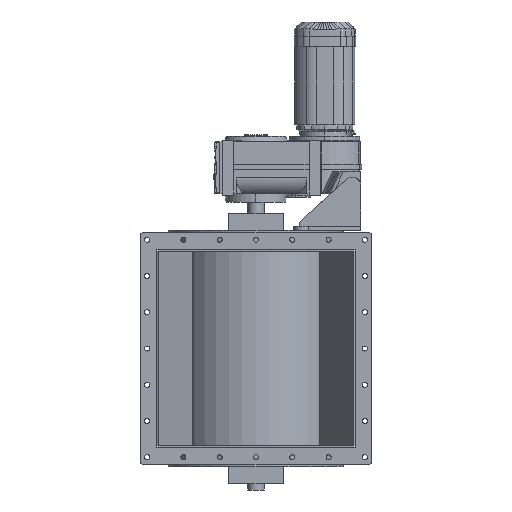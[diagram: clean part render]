
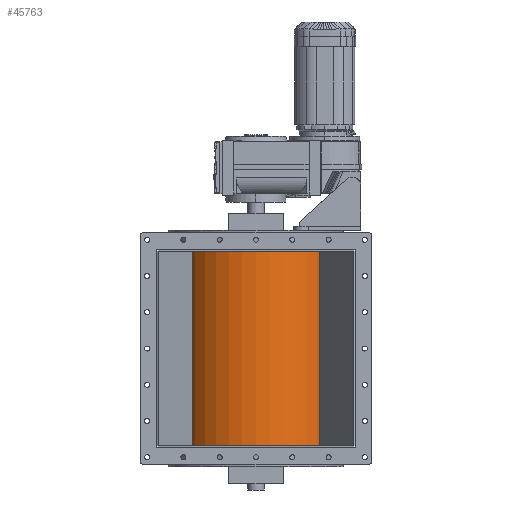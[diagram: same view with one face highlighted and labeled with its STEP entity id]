
A CAD part, front view. The second image highlights one B-rep face of the part: STEP entity #45763.
In plain terms, the highlighted cylindrical face has radius 284.5 mm (diameter 569 mm), a partial arc.
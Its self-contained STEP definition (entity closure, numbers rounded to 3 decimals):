
#1553 = EDGE_CURVE ( 'NONE', #25199, #2271, #16366, .T. ) ;
#2271 = VERTEX_POINT ( 'NONE', #40204 ) ;
#2330 = CARTESIAN_POINT ( 'NONE',  ( 284.5, 0., -405. ) ) ;
#5368 = ORIENTED_EDGE ( 'NONE', *, *, #7493, .T. ) ;
#5634 = ORIENTED_EDGE ( 'NONE', *, *, #55658, .T. ) ;
#5999 = CARTESIAN_POINT ( 'NONE',  ( 0., 0., -1209.688 ) ) ;
#7493 = EDGE_CURVE ( 'NONE', #25199, #21259, #58545, .T. ) ;
#7960 = VECTOR ( 'NONE', #25734, 1000. ) ;
#10460 = DIRECTION ( 'NONE',  ( 0., 0., 1. ) ) ;
#10789 = AXIS2_PLACEMENT_3D ( 'NONE', #67603, #19742, #56456 ) ;
#13298 = CIRCLE ( 'NONE', #14387, 284.5 ) ;
#14387 = AXIS2_PLACEMENT_3D ( 'NONE', #65547, #38977, #39304 ) ;
#16366 = CIRCLE ( 'NONE', #10789, 284.5 ) ;
#19742 = DIRECTION ( 'NONE',  ( 0., 0., -1. ) ) ;
#20957 = LINE ( 'NONE', #37005, #27116 ) ;
#21259 = VERTEX_POINT ( 'NONE', #50254 ) ;
#21868 = VERTEX_POINT ( 'NONE', #49933 ) ;
#25199 = VERTEX_POINT ( 'NONE', #2330 ) ;
#25734 = DIRECTION ( 'NONE',  ( 0., 0., 1. ) ) ;
#26980 = DIRECTION ( 'NONE',  ( 0., 0., 1. ) ) ;
#27116 = VECTOR ( 'NONE', #10460, 1000. ) ;
#33674 = FACE_OUTER_BOUND ( 'NONE', #34552, .T. ) ;
#34552 = EDGE_LOOP ( 'NONE', ( #49122, #44749, #5368, #5634 ) ) ;
#37005 = CARTESIAN_POINT ( 'NONE',  ( -284.5, 0., -1209.688 ) ) ;
#38977 = DIRECTION ( 'NONE',  ( 0., 0., -1. ) ) ;
#39304 = DIRECTION ( 'NONE',  ( -1., 0., 0. ) ) ;
#40204 = CARTESIAN_POINT ( 'NONE',  ( -284.5, 0., -405. ) ) ;
#41050 = DIRECTION ( 'NONE',  ( 1., 0., 0. ) ) ;
#44749 = ORIENTED_EDGE ( 'NONE', *, *, #1553, .F. ) ;
#45763 = ADVANCED_FACE ( 'NONE', ( #33674 ), #54975, .T. ) ;
#49122 = ORIENTED_EDGE ( 'NONE', *, *, #58473, .F. ) ;
#49933 = CARTESIAN_POINT ( 'NONE',  ( -284.5, 0., 405. ) ) ;
#50254 = CARTESIAN_POINT ( 'NONE',  ( 284.5, 0., 405. ) ) ;
#54975 = CYLINDRICAL_SURFACE ( 'NONE', #67488, 284.5 ) ;
#55658 = EDGE_CURVE ( 'NONE', #21259, #21868, #13298, .T. ) ;
#56456 = DIRECTION ( 'NONE',  ( -1., 0., 0. ) ) ;
#58473 = EDGE_CURVE ( 'NONE', #2271, #21868, #20957, .T. ) ;
#58545 = LINE ( 'NONE', #67982, #7960 ) ;
#65547 = CARTESIAN_POINT ( 'NONE',  ( 0., 0., 405. ) ) ;
#67488 = AXIS2_PLACEMENT_3D ( 'NONE', #5999, #26980, #41050 ) ;
#67603 = CARTESIAN_POINT ( 'NONE',  ( 0., 0., -405. ) ) ;
#67982 = CARTESIAN_POINT ( 'NONE',  ( 284.5, 0., -1209.688 ) ) ;
